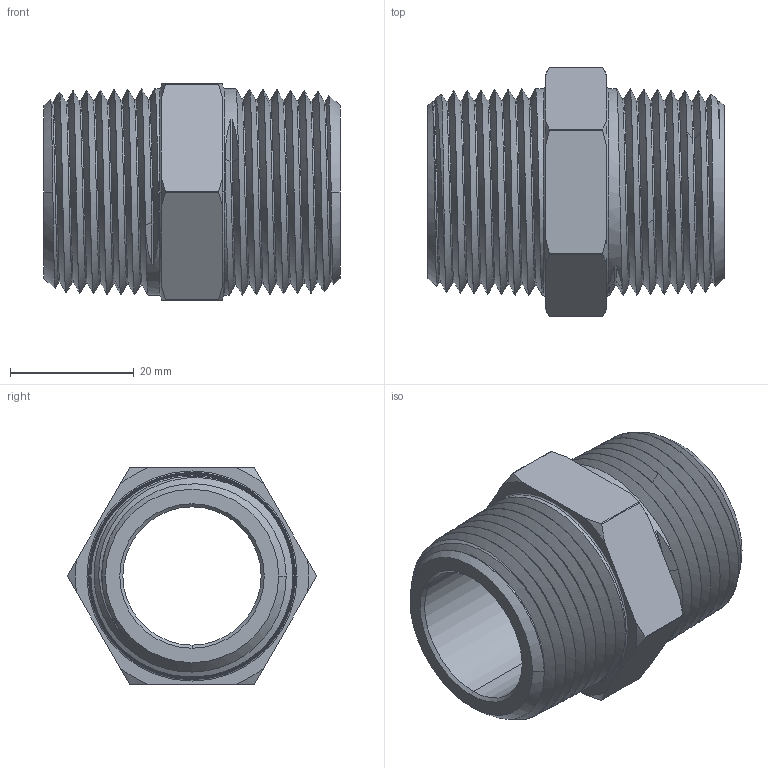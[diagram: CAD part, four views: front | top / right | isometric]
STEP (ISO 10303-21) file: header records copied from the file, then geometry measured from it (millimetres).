
FILE_DESCRIPTION((''),'2;1');
FILE_NAME('CLOSE_NIPPLE_H-SBE','2025-07-08T12:39:55',('Administrator'),(''),'CREO PARAMETRIC BY PTC INC, 2020184','CREO PARAMETRIC BY PTC INC, 2020184','');
FILE_SCHEMA(('AUTOMOTIVE_DESIGN { 1 0 10303 214 1 1 1 1 }'));
Length unit declared in the file: millimetre
Products named in the file (1): CLOSE_NIPPLE_H-SBE
Bounding box: 47.8 x 40.24 x 34.9 mm (x, y, z)
Volume: 20604.2 mm3; surface area: 11788.9 mm2
Topology: 1 solids, 1 shells, 94 faces, 255 edges, 174 vertices
Faces by surface type: cone 44, bspline 18, plane 16, cylinder 12, torus 4
Entity records: 8074 total; most frequent: CARTESIAN_POINT 5797, ORIENTED_EDGE 500, DIRECTION 321, EDGE_CURVE 250, VERTEX_POINT 160, B_SPLINE_CURVE_WITH_KNOTS 128, AXIS2_PLACEMENT_3D 117, COLOUR_RGB 116
